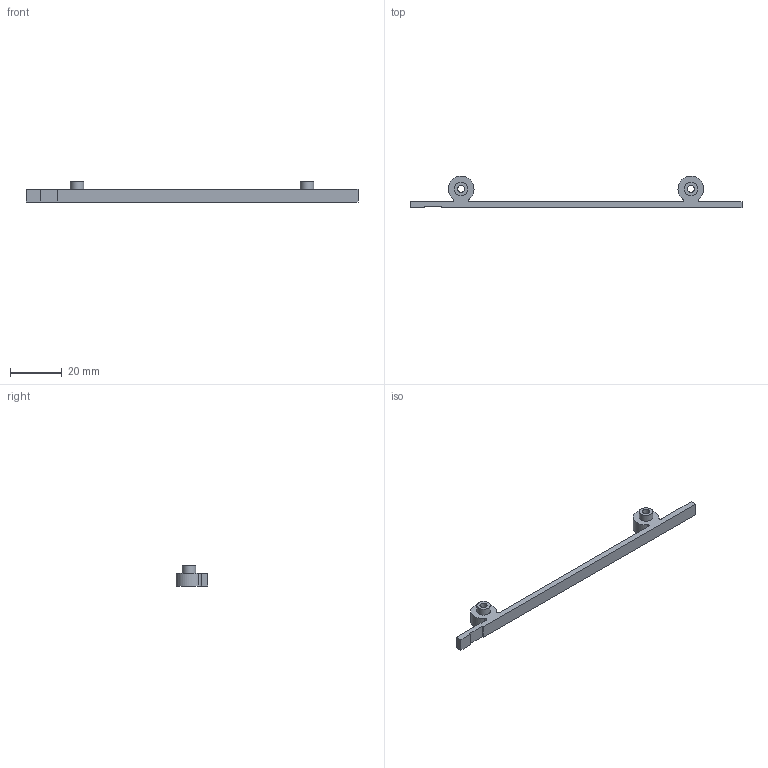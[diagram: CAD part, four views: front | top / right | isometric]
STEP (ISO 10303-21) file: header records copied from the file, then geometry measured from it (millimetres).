
FILE_DESCRIPTION(/* description */ (''),/* implementation_level */ '2;1');
FILE_NAME(/* name */ '100123079ugm000_b.stp',/* time_stamp */ '2016-09-26T14:58:06+02:00',/* author */ (''),/* organization */ (''),/* preprocessor_version */ 'ST-DEVELOPER v16',/* originating_system */ 'SIEMENS PLM Software NX 10.0',/* authorisation */ '');
FILE_SCHEMA (('AUTOMOTIVE_DESIGN { 1 0 10303 214 3 1 1 1 }'));
Length unit declared in the file: millimetre
Products named in the file (1): 100123079ugm000_b
Bounding box: 128.45 x 12.33 x 7.75 mm (x, y, z)
Volume: 2243.6 mm3; surface area: 2700.5 mm2
Topology: 1 solids, 1 shells, 28 faces, 66 edges, 44 vertices
Faces by surface type: plane 16, cylinder 12
Full cylindrical faces by diameter (mm): 2.75 x2, 5.2 x2, 5.45 x2
Entity records: 824 total; most frequent: DIRECTION 142, CARTESIAN_POINT 133, ORIENTED_EDGE 120, EDGE_CURVE 60, AXIS2_PLACEMENT_3D 53, VERTEX_POINT 44, EDGE_LOOP 42, LINE 36
